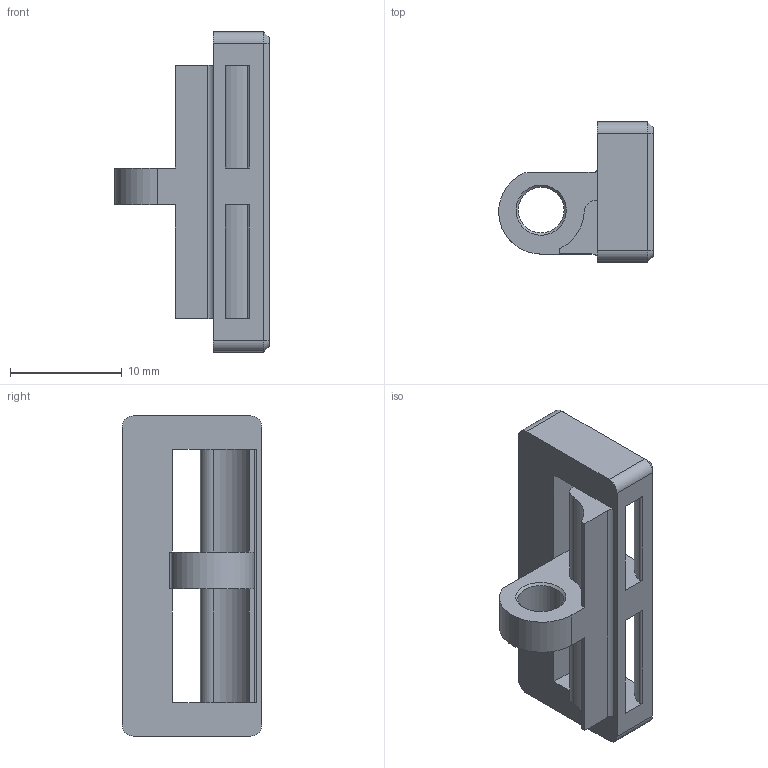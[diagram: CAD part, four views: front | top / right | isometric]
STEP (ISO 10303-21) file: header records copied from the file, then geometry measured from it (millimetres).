
FILE_DESCRIPTION(/* description */ (''),/* implementation_level */ '2;1');
FILE_NAME(/* name */ 'Takeoff SLM Belt Clip x2 rev 3.step',/* time_stamp */ '2024-05-21T20:53:28-04:00',/* author */ (''),/* organization */ (''),/* preprocessor_version */ 'ST-DEVELOPER v20',/* originating_system */ 'Autodesk Translation Framework v13.14.0.145',/* authorisation */ '');
FILE_SCHEMA (('AUTOMOTIVE_DESIGN { 1 0 10303 214 3 1 1 }'));
Length unit declared in the file: millimetre
Products named in the file (1): Takeoff SLM Belt Clip x2 rev 3
Bounding box: 13.83 x 12.5 x 28.7 mm (x, y, z)
Volume: 1677.2 mm3; surface area: 1651.6 mm2
Topology: 1 solids, 1 shells, 55 faces, 150 edges, 96 vertices
Faces by surface type: plane 28, cylinder 21, cone 6
Full cylindrical faces by diameter (mm): 4.1 x1
Entity records: 1798 total; most frequent: DIRECTION 312, CARTESIAN_POINT 302, ORIENTED_EDGE 300, EDGE_CURVE 150, AXIS2_PLACEMENT_3D 106, LINE 100, VECTOR 100, VERTEX_POINT 96
